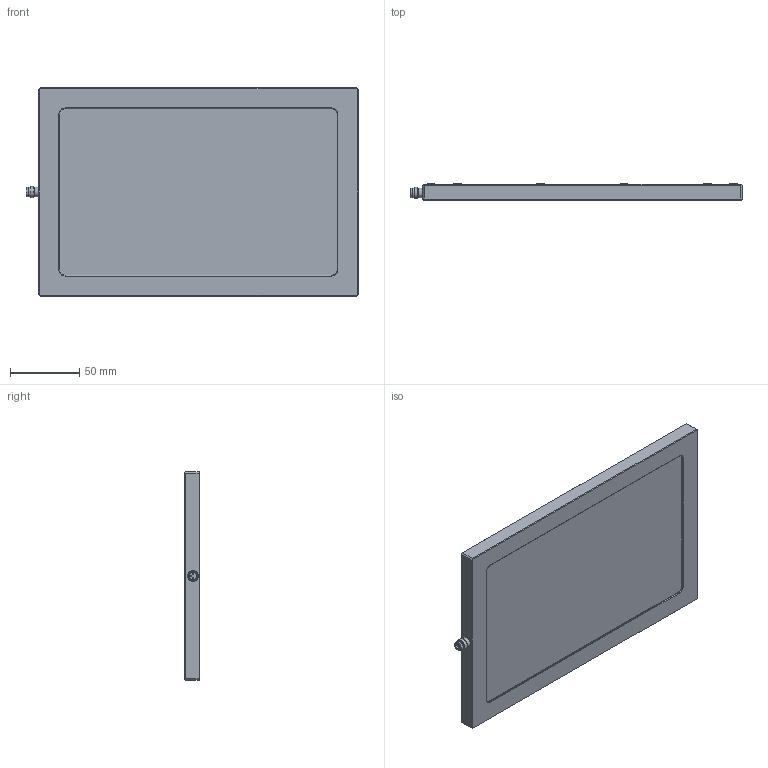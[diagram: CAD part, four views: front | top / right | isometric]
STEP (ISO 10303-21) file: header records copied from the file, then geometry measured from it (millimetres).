
FILE_DESCRIPTION(/* description */ ('Sestava'),/* implementation_level */ '2;1');
FILE_NAME(/* name */ 'Model BL-200x120',/* time_stamp */ '2023-10-27T12:03:14+02:00',/* author */ ('Stanislav JedliÄŤka'),/* organization */ ('JedliÄŤka COMPUTERS s.r.o.'),/* preprocessor_version */ 'ST-DEVELOPER v16.7',/* originating_system */ 'DEX',/* authorisation */ $);
FILE_SCHEMA (('AUTOMOTIVE_DESIGN {1 0 10303 214 3 1 1}'));
Length unit declared in the file: millimetre
Products named in the file (1): Model BL-200x120
Bounding box: 239.1 x 11.35 x 150 mm (x, y, z)
Surface area: 87596.2 mm2 (no closed solid volume)
Topology: 0 solids, 24 shells, 412 faces, 1114 edges, 714 vertices
Faces by surface type: plane 339, cylinder 43, torus 23, cone 7
Full cylindrical faces by diameter (mm): 1 x3, 3.242 x4, 5.5 x15, 5.6 x1, 6.8 x1, 6.804 x1, 7 x1, 8 x1
Entity records: 12808 total; most frequent: CARTESIAN_POINT 2148, DIRECTION 2045, ORIENTED_EDGE 1814, EDGE_CURVE 1039, LINE 859, VECTOR 859, VERTEX_POINT 696, AXIS2_PLACEMENT_3D 593
